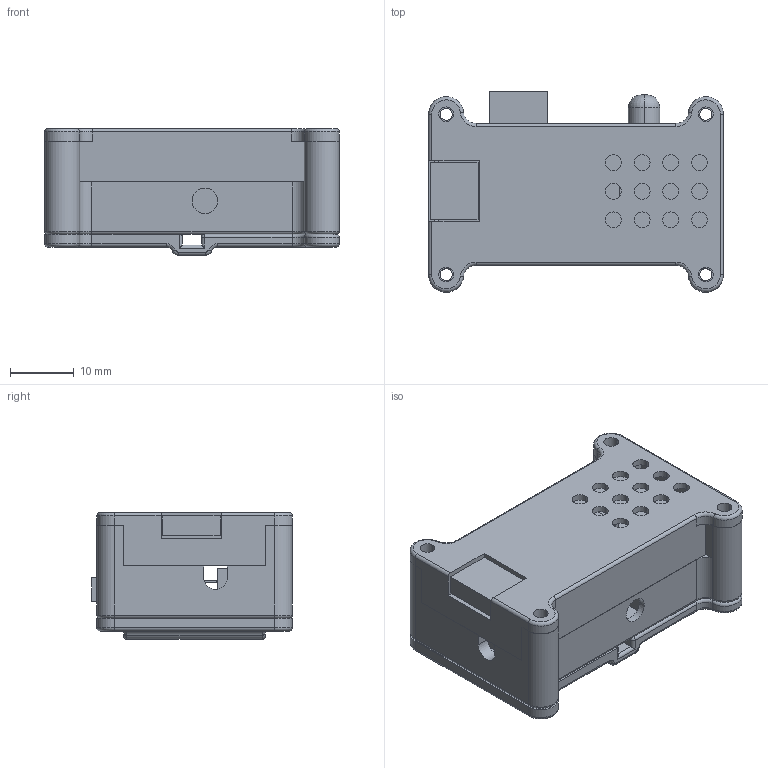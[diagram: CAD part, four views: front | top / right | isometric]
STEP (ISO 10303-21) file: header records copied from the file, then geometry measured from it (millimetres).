
FILE_DESCRIPTION (( 'STEP AP214' ), '1' );
FILE_NAME ('goggle voltage monito.STEP', '2023-04-07T17:00:11', ( '' ), ( '' ), 'SwSTEP 2.0', 'SolidWorks 2014', '' );
FILE_SCHEMA (( 'AUTOMOTIVE_DESIGN' ));
Length unit declared in the file: millimetre
Products named in the file (5): arduino nano usb c; goggle voltage monito; switch-slider DPDT; goggle voltage monitor; led ant
Assembly tree (4 placements, depth 2):
  goggle voltage monito
    goggle voltage monitor
    switch-slider DPDT
    arduino nano usb c
    led ant
Bounding box: 46.25 x 31.45 x 19.86 mm (x, y, z)
Volume: 11356.8 mm3; surface area: 15117.2 mm2
Topology: 6 solids, 6 shells, 462 faces, 1204 edges, 760 vertices
Faces by surface type: plane 210, cylinder 188, torus 61, sphere 3
Entity records: 14616 total; most frequent: DIRECTION 2567, CARTESIAN_POINT 2504, ORIENTED_EDGE 2402, EDGE_CURVE 1201, AXIS2_PLACEMENT_3D 913, VERTEX_POINT 760, VECTOR 741, LINE 741
